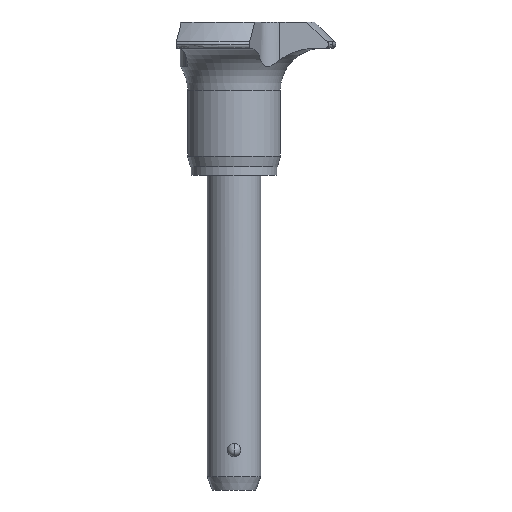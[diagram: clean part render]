
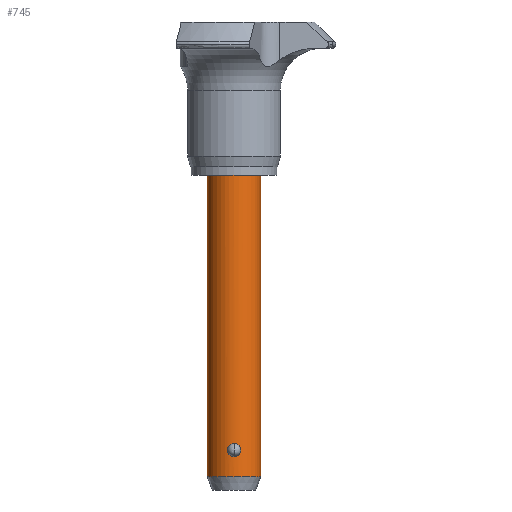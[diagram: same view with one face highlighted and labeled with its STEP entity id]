
A CAD part, front view. The second image highlights one B-rep face of the part: STEP entity #745.
In plain terms, the highlighted cylindrical face has radius 5 mm (diameter 10 mm), a partial arc.
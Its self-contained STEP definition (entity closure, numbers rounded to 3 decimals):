
#399=EDGE_CURVE('',#653,#519,#1031,.T.);
#519=VERTEX_POINT('',#1165);
#571=EDGE_CURVE('',#691,#653,#1219,.T.);
#607=EDGE_CURVE('',#519,#691,#1259,.T.);
#653=VERTEX_POINT('',#1310);
#691=VERTEX_POINT('',#1351);
#707=EDGE_CURVE('',#737,#831,#1373,.T.);
#725=EDGE_CURVE('',#737,#799,#1392,.T.);
#737=VERTEX_POINT('',#1406);
#745=ADVANCED_FACE('',(#1414,#1415),#1416,.T.);
#753=EDGE_CURVE('',#859,#799,#1424,.T.);
#799=VERTEX_POINT('',#1474);
#823=EDGE_CURVE('',#859,#831,#1498,.T.);
#831=VERTEX_POINT('',#1507);
#859=VERTEX_POINT('',#1537);
#1031=B_SPLINE_CURVE_WITH_KNOTS('',3,(#1833,#1834,#1835,#1836,#1837,#1838,#1839,#1840,#1841,#1842,#1843,#1844,#1845,#1846,#1847,#1848,#1849,#1850,#1851,#1852,#1853,#1854,#1855,#1856,#1857,#1858),.UNSPECIFIED.,.F.,.F.,(4,2,2,2,2,2,2,2,2,2,2,2,4),(1.854,2.167,2.48,2.671,2.862,3.285,3.707,4.13,4.552,4.743,4.934,5.247,5.561),.UNSPECIFIED.);
#1165=CARTESIAN_POINT('',(0.,-5.,-51.011));
#1219=B_SPLINE_CURVE_WITH_KNOTS('',3,(#2260,#2261,#2262,#2263,#2264,#2265,#2266,#2267,#2268,#2269,#2270,#2271,#2272,#2273),.UNSPECIFIED.,.F.,.F.,(4,2,2,2,2,2,4),(0.0,0.422,0.845,1.036,1.227,1.54,1.854),.UNSPECIFIED.);
#1259=B_SPLINE_CURVE_WITH_KNOTS('',3,(#2324,#2325,#2326,#2327,#2328,#2329,#2330,#2331,#2332,#2333,#2334,#2335,#2336,#2337),.UNSPECIFIED.,.F.,.F.,(4,2,2,2,2,2,4),(5.561,5.874,6.187,6.378,6.569,6.992,7.414),.UNSPECIFIED.);
#1310=CARTESIAN_POINT('',(0.,-5.,-53.461));
#1351=CARTESIAN_POINT('',(1.247,-4.842,-52.236));
#1373=CIRCLE('',#2510,5.);
#1392=LINE('',#2569,#2570);
#1406=CARTESIAN_POINT('',(5.,0.,-0.986));
#1414=FACE_OUTER_BOUND('',#2625,.T.);
#1415=FACE_BOUND('',#2626,.T.);
#1416=CYLINDRICAL_SURFACE('',#2627,5.);
#1424=CIRCLE('',#2643,5.);
#1474=CARTESIAN_POINT('',(5.,0.,-57.186));
#1498=LINE('',#2798,#2799);
#1507=CARTESIAN_POINT('',(-5.,0.,-0.986));
#1537=CARTESIAN_POINT('',(-5.,0.,-57.186));
#1833=CARTESIAN_POINT('',(0.,-5.,-53.461));
#1834=CARTESIAN_POINT('',(-0.104,-5.,-53.461));
#1835=CARTESIAN_POINT('',(-0.218,-4.996,-53.447));
#1836=CARTESIAN_POINT('',(-0.436,-4.982,-53.39));
#1837=CARTESIAN_POINT('',(-0.541,-4.971,-53.346));
#1838=CARTESIAN_POINT('',(-0.686,-4.953,-53.263));
#1839=CARTESIAN_POINT('',(-0.744,-4.945,-53.224));
#1840=CARTESIAN_POINT('',(-0.851,-4.927,-53.137));
#1841=CARTESIAN_POINT('',(-0.9,-4.918,-53.089));
#1842=CARTESIAN_POINT('',(-1.035,-4.893,-52.937));
#1843=CARTESIAN_POINT('',(-1.115,-4.874,-52.808));
#1844=CARTESIAN_POINT('',(-1.221,-4.849,-52.528));
#1845=CARTESIAN_POINT('',(-1.247,-4.842,-52.377));
#1846=CARTESIAN_POINT('',(-1.247,-4.842,-52.095));
#1847=CARTESIAN_POINT('',(-1.221,-4.849,-51.945));
#1848=CARTESIAN_POINT('',(-1.115,-4.874,-51.665));
#1849=CARTESIAN_POINT('',(-1.035,-4.893,-51.535));
#1850=CARTESIAN_POINT('',(-0.9,-4.918,-51.383));
#1851=CARTESIAN_POINT('',(-0.851,-4.927,-51.335));
#1852=CARTESIAN_POINT('',(-0.744,-4.945,-51.248));
#1853=CARTESIAN_POINT('',(-0.686,-4.953,-51.209));
#1854=CARTESIAN_POINT('',(-0.541,-4.971,-51.126));
#1855=CARTESIAN_POINT('',(-0.436,-4.982,-51.082));
#1856=CARTESIAN_POINT('',(-0.218,-4.996,-51.025));
#1857=CARTESIAN_POINT('',(-0.104,-5.,-51.011));
#1858=CARTESIAN_POINT('',(0.,-5.,-51.011));
#2260=CARTESIAN_POINT('',(1.247,-4.842,-52.236));
#2261=CARTESIAN_POINT('',(1.247,-4.842,-52.377));
#2262=CARTESIAN_POINT('',(1.221,-4.849,-52.528));
#2263=CARTESIAN_POINT('',(1.115,-4.874,-52.808));
#2264=CARTESIAN_POINT('',(1.035,-4.893,-52.937));
#2265=CARTESIAN_POINT('',(0.9,-4.918,-53.089));
#2266=CARTESIAN_POINT('',(0.851,-4.927,-53.137));
#2267=CARTESIAN_POINT('',(0.744,-4.945,-53.224));
#2268=CARTESIAN_POINT('',(0.686,-4.953,-53.263));
#2269=CARTESIAN_POINT('',(0.541,-4.971,-53.346));
#2270=CARTESIAN_POINT('',(0.436,-4.982,-53.39));
#2271=CARTESIAN_POINT('',(0.218,-4.996,-53.447));
#2272=CARTESIAN_POINT('',(0.104,-5.,-53.461));
#2273=CARTESIAN_POINT('',(0.,-5.,-53.461));
#2324=CARTESIAN_POINT('',(0.,-5.,-51.011));
#2325=CARTESIAN_POINT('',(0.104,-5.,-51.011));
#2326=CARTESIAN_POINT('',(0.218,-4.996,-51.025));
#2327=CARTESIAN_POINT('',(0.436,-4.982,-51.082));
#2328=CARTESIAN_POINT('',(0.541,-4.971,-51.126));
#2329=CARTESIAN_POINT('',(0.686,-4.953,-51.209));
#2330=CARTESIAN_POINT('',(0.744,-4.945,-51.248));
#2331=CARTESIAN_POINT('',(0.851,-4.927,-51.335));
#2332=CARTESIAN_POINT('',(0.9,-4.918,-51.383));
#2333=CARTESIAN_POINT('',(1.035,-4.893,-51.535));
#2334=CARTESIAN_POINT('',(1.115,-4.874,-51.665));
#2335=CARTESIAN_POINT('',(1.221,-4.849,-51.945));
#2336=CARTESIAN_POINT('',(1.247,-4.842,-52.095));
#2337=CARTESIAN_POINT('',(1.247,-4.842,-52.236));
#2510=AXIS2_PLACEMENT_3D('',#3623,#3624,#3625);
#2569=CARTESIAN_POINT('',(5.,0.,-29.086));
#2570=VECTOR('',#3649,1.0);
#2625=EDGE_LOOP('',(#3672,#3673,#3674,#3675));
#2626=EDGE_LOOP('',(#3676,#3677,#3678));
#2627=AXIS2_PLACEMENT_3D('',#3679,#3680,#3681);
#2643=AXIS2_PLACEMENT_3D('',#3685,#3686,#3687);
#2798=CARTESIAN_POINT('',(-5.,0.,-29.086));
#2799=VECTOR('',#3766,1.0);
#3623=CARTESIAN_POINT('',(0.,0.,-0.986));
#3624=DIRECTION('',(-0.0,0.0,-1.0));
#3625=DIRECTION('',(-1.0,0.,0.0));
#3649=DIRECTION('',(-0.0,-0.0,-1.0));
#3672=ORIENTED_EDGE('',*,*,#823,.F.);
#3673=ORIENTED_EDGE('',*,*,#753,.T.);
#3674=ORIENTED_EDGE('',*,*,#725,.F.);
#3675=ORIENTED_EDGE('',*,*,#707,.T.);
#3676=ORIENTED_EDGE('',*,*,#571,.T.);
#3677=ORIENTED_EDGE('',*,*,#399,.T.);
#3678=ORIENTED_EDGE('',*,*,#607,.T.);
#3679=CARTESIAN_POINT('',(0.,0.,-29.086));
#3680=DIRECTION('',(-0.0,-0.0,-1.0));
#3681=DIRECTION('',(-1.0,0.,0.0));
#3685=CARTESIAN_POINT('',(0.,0.,-57.186));
#3686=DIRECTION('',(0.0,0.0,1.0));
#3687=DIRECTION('',(-1.0,0.,0.0));
#3766=DIRECTION('',(0.0,0.0,1.0));
